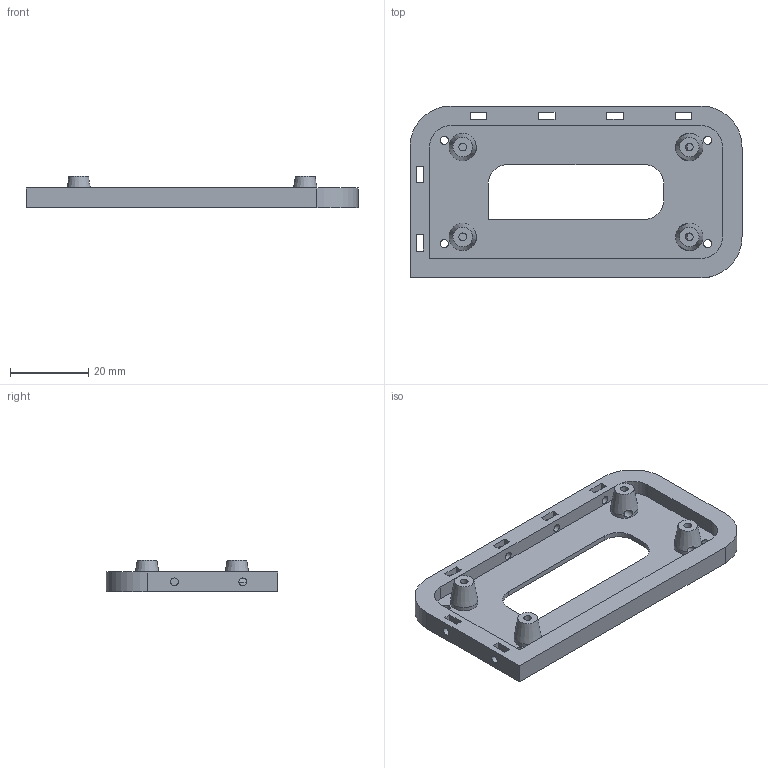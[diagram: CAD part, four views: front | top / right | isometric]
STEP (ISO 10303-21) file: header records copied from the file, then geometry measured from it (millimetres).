
FILE_DESCRIPTION(/* description */ ('STEP AP242','CAx-IF Rec.Pracs.---Representation and Presentation of Product Manufacturing Information (PMI)---4.0---2014-10-13','CAx-IF Rec.Pracs.---3D Tessellated Geometry---0.4---2014-09-14','2;1'),/* implementation_level */ '2;1');
FILE_NAME(/* name */ '656807e4218dde31bb9a940f',/* time_stamp */ '2023-11-30T03:56:20Z',/* author */ (''),/* organization */ (''),/* preprocessor_version */ 'ST-DEVELOPER v19.4',/* originating_system */ ' ',/* authorisation */ ' ');
FILE_SCHEMA (('AP242_MANAGED_MODEL_BASED_3D_ENGINEERING_MIM_LF { 1 0 10303 442 1 1 4 }'));
Length unit declared in the file: metre
Products named in the file (1): Pi Zero 2W Mount
Bounding box: 85 x 44 x 8.05 mm (x, y, z)
Volume: 8629.4 mm3; surface area: 9256.9 mm2
Topology: 1 solids, 1 shells, 88 faces, 252 edges, 169 vertices
Faces by surface type: plane 47, cylinder 37, cone 4
Full cylindrical faces by diameter (mm): 2 x18, 2.1 x4, 7 x4
Entity records: 2803 total; most frequent: CARTESIAN_POINT 558, DIRECTION 441, ORIENTED_EDGE 410, EDGE_CURVE 205, EDGE_LOOP 175, FACE_BOUND 175, AXIS2_PLACEMENT_3D 161, VERTEX_POINT 152
